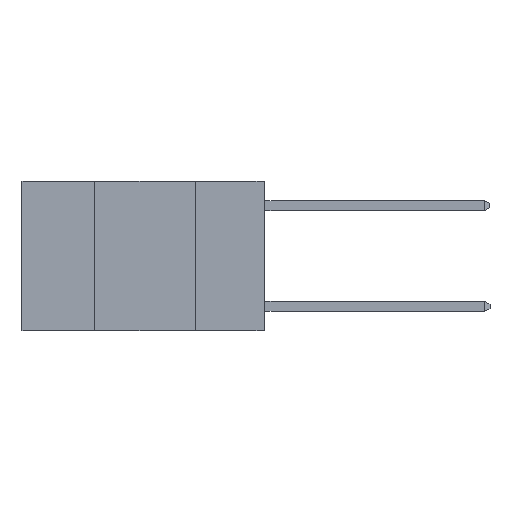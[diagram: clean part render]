
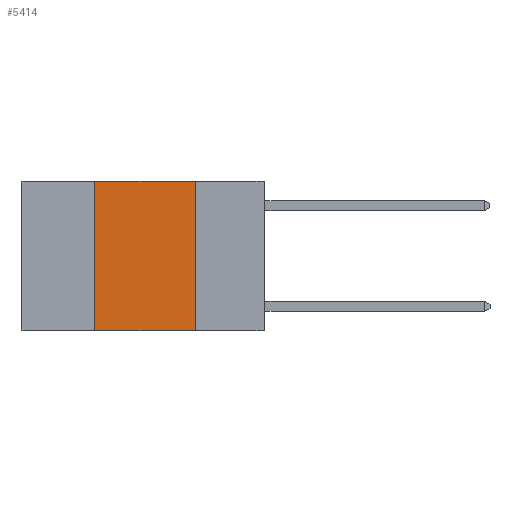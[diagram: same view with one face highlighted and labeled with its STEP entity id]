
A CAD part, left-side view. The second image highlights one B-rep face of the part: STEP entity #5414.
In plain terms, the highlighted planar face has unit normal (-1, 0, 0).
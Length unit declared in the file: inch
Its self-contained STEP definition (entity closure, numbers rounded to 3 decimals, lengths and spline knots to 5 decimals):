
#56 = LINE ( 'NONE', #1892, #8588 ) ;
#540 = VERTEX_POINT ( 'NONE', #4537 ) ;
#736 = VECTOR ( 'NONE', #3224, 39.37008 ) ;
#1722 = LINE ( 'NONE', #8701, #7966 ) ;
#1892 = CARTESIAN_POINT ( 'NONE',  ( 0., 0.42, 0. ) ) ;
#2128 = EDGE_CURVE ( 'NONE', #2905, #6123, #9163, .T. ) ;
#2737 = DIRECTION ( 'NONE',  ( 0., 0., 1. ) ) ;
#2755 = CARTESIAN_POINT ( 'NONE',  ( 0., 0.17, -0.37 ) ) ;
#2905 = VERTEX_POINT ( 'NONE', #6306 ) ;
#3224 = DIRECTION ( 'NONE',  ( 0., -1., 0. ) ) ;
#3255 = CARTESIAN_POINT ( 'NONE',  ( 0., 0.6, 0. ) ) ;
#3357 = ORIENTED_EDGE ( 'NONE', *, *, #10025, .F. ) ;
#3748 = VERTEX_POINT ( 'NONE', #9871 ) ;
#3808 = CARTESIAN_POINT ( 'NONE',  ( 0., 0.6, 0. ) ) ;
#3849 = DIRECTION ( 'NONE',  ( 0., 0., -1. ) ) ;
#4089 = DIRECTION ( 'NONE',  ( 0., -1., 0. ) ) ;
#4154 = FACE_OUTER_BOUND ( 'NONE', #10581, .T. ) ;
#4537 = CARTESIAN_POINT ( 'NONE',  ( 0., 0.42, 0. ) ) ;
#4755 = LINE ( 'NONE', #3255, #8336 ) ;
#5386 = DIRECTION ( 'NONE',  ( 0., 0., -1. ) ) ;
#5414 = ADVANCED_FACE ( 'NONE', ( #4154 ), #9458, .F. ) ;
#5690 = EDGE_CURVE ( 'NONE', #540, #3748, #4755, .T. ) ;
#6123 = VERTEX_POINT ( 'NONE', #2755 ) ;
#6290 = CARTESIAN_POINT ( 'NONE',  ( 0., 0.6, -0.37 ) ) ;
#6306 = CARTESIAN_POINT ( 'NONE',  ( 0., 0.42, -0.37 ) ) ;
#7966 = VECTOR ( 'NONE', #3849, 39.37008 ) ;
#8243 = AXIS2_PLACEMENT_3D ( 'NONE', #3808, #10292, #5386 ) ;
#8280 = ORIENTED_EDGE ( 'NONE', *, *, #2128, .T. ) ;
#8336 = VECTOR ( 'NONE', #4089, 39.37008 ) ;
#8485 = EDGE_CURVE ( 'NONE', #3748, #6123, #1722, .T. ) ;
#8588 = VECTOR ( 'NONE', #2737, 39.37008 ) ;
#8701 = CARTESIAN_POINT ( 'NONE',  ( 0., 0.17, 0. ) ) ;
#9163 = LINE ( 'NONE', #6290, #736 ) ;
#9458 = PLANE ( 'NONE',  #8243 ) ;
#9871 = CARTESIAN_POINT ( 'NONE',  ( 0., 0.17, 0. ) ) ;
#10022 = ORIENTED_EDGE ( 'NONE', *, *, #5690, .F. ) ;
#10025 = EDGE_CURVE ( 'NONE', #2905, #540, #56, .T. ) ;
#10045 = ORIENTED_EDGE ( 'NONE', *, *, #8485, .F. ) ;
#10292 = DIRECTION ( 'NONE',  ( 1., 0., 0. ) ) ;
#10581 = EDGE_LOOP ( 'NONE', ( #10045, #10022, #3357, #8280 ) ) ;
